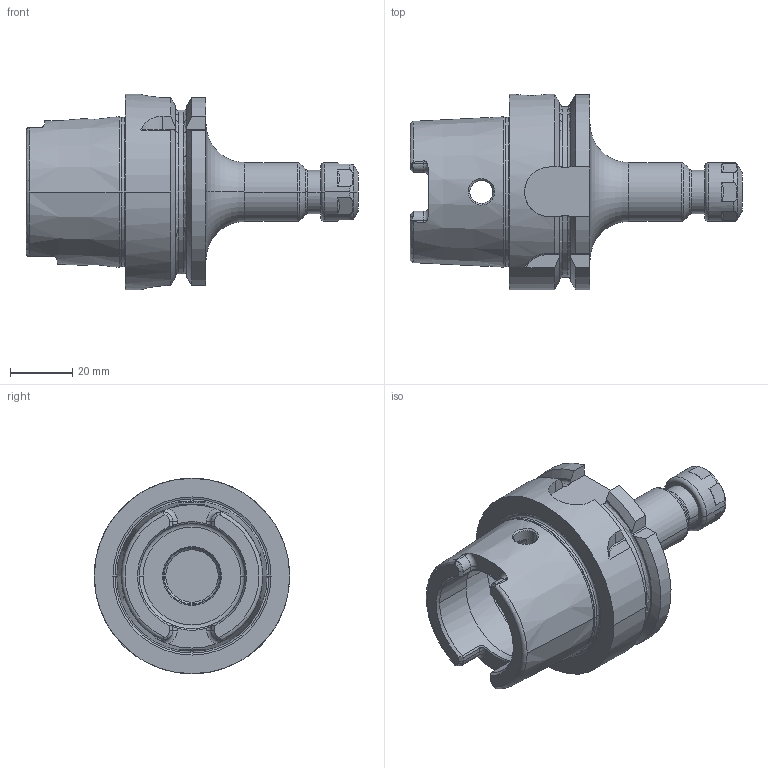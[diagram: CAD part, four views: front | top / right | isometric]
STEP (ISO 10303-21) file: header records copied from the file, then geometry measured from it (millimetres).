
FILE_DESCRIPTION((''),'2;1');
FILE_NAME('A63-025-11_ASM','2011-09-13T',('mei'),(''),'PRO/ENGINEER BY PARAMETRIC TECHNOLOGY CORPORATION, 2010430','PRO/ENGINEER BY PARAMETRIC TECHNOLOGY CORPORATION, 2010430','');
FILE_SCHEMA(('CONFIG_CONTROL_DESIGN'));
Length unit declared in the file: millimetre
Products named in the file (3): A63-025-11; 83-912-11; A63-025-11_ASM
Assembly tree (2 placements, depth 2):
  A63-025-11_ASM
    A63-025-11
    83-912-11
Bounding box: 107 x 63 x 63 mm (x, y, z)
Volume: 96821.9 mm3; surface area: 26249.5 mm2
Topology: 2 solids, 3 shells, 201 faces, 504 edges, 309 vertices
Faces by surface type: plane 65, cylinder 52, cone 40, torus 34, bspline 8, extrusion 2
Entity records: 7374 total; most frequent: CARTESIAN_POINT 2597, ORIENTED_EDGE 1004, DIRECTION 970, EDGE_CURVE 504, AXIS2_PLACEMENT_3D 388, VERTEX_POINT 309, EDGE_LOOP 207, FACE_OUTER_BOUND 201
